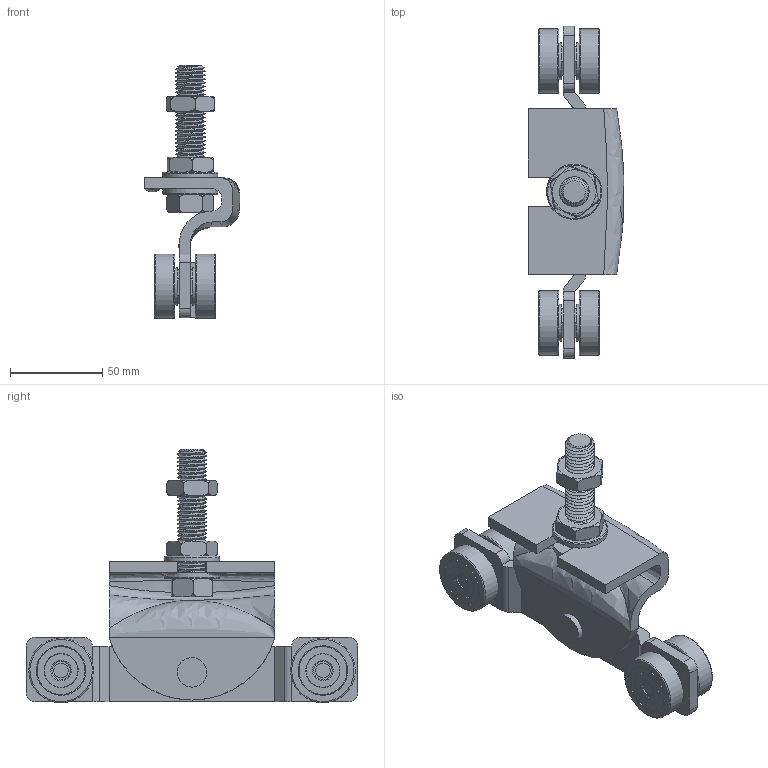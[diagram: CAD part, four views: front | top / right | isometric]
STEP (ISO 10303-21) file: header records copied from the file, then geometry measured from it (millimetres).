
FILE_DESCRIPTION((''),'2;1');
FILE_NAME('9244.stp','2010-09-22T09:23:44',('Giuliano'),(''),'Autodesk Inventor 2011','Autodesk Inventor 2011','');
FILE_SCHEMA(('AUTOMOTIVE_DESIGN { 1 0 10303 214 1 1 1 1 }'));
Length unit declared in the file: millimetre
Products named in the file (1): 9244
Bounding box: 51.88 x 180 x 137.48 mm (x, y, z)
Surface area: 85562.3 mm2 (no closed solid volume)
Topology: 0 solids, 30 shells, 338 faces, 793 edges, 493 vertices
Faces by surface type: plane 151, cylinder 83, torus 64, sphere 22, bspline 16, cone 2
Full cylindrical faces by diameter (mm): 7.85 x4, 9.85 x4, 10 x4, 10.4 x4, 12 x1, 12.2 x2, 13.835 x2, 16 x3, 18.15 x8, 18.5 x8, 20.1 x4, 26 x8, 26.85 x8, 30 x2, 35 x4
Entity records: 14744 total; most frequent: CARTESIAN_POINT 7037, DIRECTION 1603, ORIENTED_EDGE 1278, AXIS2_PLACEMENT_3D 700, EDGE_CURVE 639, EDGE_LOOP 516, VERTEX_POINT 443, CIRCLE 377
